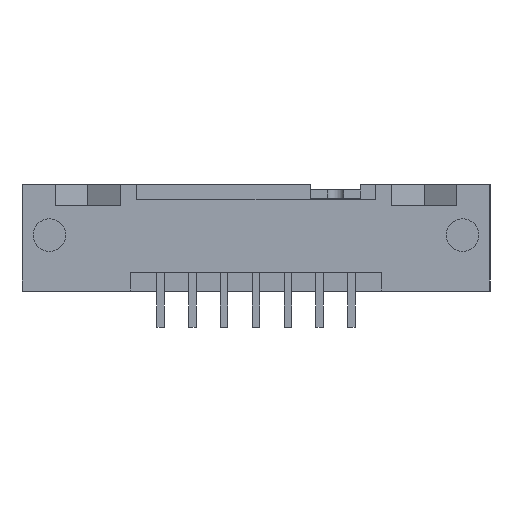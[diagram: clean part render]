
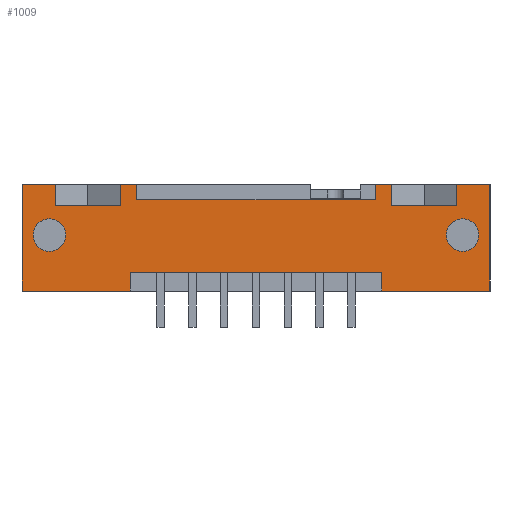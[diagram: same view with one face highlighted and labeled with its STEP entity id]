
A CAD part, front view. The second image highlights one B-rep face of the part: STEP entity #1009.
In plain terms, the highlighted planar face has unit normal (0, -1, 0).
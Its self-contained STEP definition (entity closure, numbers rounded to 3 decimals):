
#760=FACE_BOUND('',#1717,.T.);
#761=FACE_BOUND('',#1718,.T.);
#762=FACE_BOUND('',#1719,.T.);
#803=CIRCLE('',#5394,1.3);
#805=CIRCLE('',#5398,1.3);
#1009=ADVANCED_FACE('',(#760,#761,#762),#1245,.T.);
#1245=PLANE('',#5420);
#1717=EDGE_LOOP('',(#2601));
#1718=EDGE_LOOP('',(#2602));
#1719=EDGE_LOOP('',(#2603,#2604,#2605,#2606,#2607,#2608,#2609,#2610,#2611,
#2612,#2613,#2614,#2615,#2616,#2617,#2618,#2619,#2620,#2621,#2622));
#2601=ORIENTED_EDGE('',*,*,#3851,.T.);
#2602=ORIENTED_EDGE('',*,*,#3853,.T.);
#2603=ORIENTED_EDGE('',*,*,#3901,.T.);
#2604=ORIENTED_EDGE('',*,*,#3902,.T.);
#2605=ORIENTED_EDGE('',*,*,#3900,.T.);
#2606=ORIENTED_EDGE('',*,*,#3903,.T.);
#2607=ORIENTED_EDGE('',*,*,#3893,.T.);
#2608=ORIENTED_EDGE('',*,*,#3880,.T.);
#2609=ORIENTED_EDGE('',*,*,#3886,.T.);
#2610=ORIENTED_EDGE('',*,*,#3904,.T.);
#2611=ORIENTED_EDGE('',*,*,#3905,.T.);
#2612=ORIENTED_EDGE('',*,*,#3906,.T.);
#2613=ORIENTED_EDGE('',*,*,#3907,.T.);
#2614=ORIENTED_EDGE('',*,*,#3908,.T.);
#2615=ORIENTED_EDGE('',*,*,#3876,.T.);
#2616=ORIENTED_EDGE('',*,*,#3868,.T.);
#2617=ORIENTED_EDGE('',*,*,#3869,.T.);
#2618=ORIENTED_EDGE('',*,*,#3909,.T.);
#2619=ORIENTED_EDGE('',*,*,#3859,.F.);
#2620=ORIENTED_EDGE('',*,*,#3910,.T.);
#2621=ORIENTED_EDGE('',*,*,#3855,.T.);
#2622=ORIENTED_EDGE('',*,*,#3911,.T.);
#3303=VERTEX_POINT('',#7476);
#3305=VERTEX_POINT('',#7482);
#3307=VERTEX_POINT('',#7486);
#3308=VERTEX_POINT('',#7488);
#3311=VERTEX_POINT('',#7495);
#3312=VERTEX_POINT('',#7497);
#3316=VERTEX_POINT('',#7508);
#3320=VERTEX_POINT('',#7515);
#3321=VERTEX_POINT('',#7519);
#3325=VERTEX_POINT('',#7533);
#3328=VERTEX_POINT('',#7542);
#3329=VERTEX_POINT('',#7543);
#3333=VERTEX_POINT('',#7553);
#3337=VERTEX_POINT('',#7567);
#3342=VERTEX_POINT('',#7580);
#3343=VERTEX_POINT('',#7582);
#3344=VERTEX_POINT('',#7586);
#3345=VERTEX_POINT('',#7587);
#3346=VERTEX_POINT('',#7591);
#3347=VERTEX_POINT('',#7593);
#3348=VERTEX_POINT('',#7595);
#3349=VERTEX_POINT('',#7597);
#3851=EDGE_CURVE('',#3303,#3303,#803,.T.);
#3853=EDGE_CURVE('',#3305,#3305,#805,.T.);
#3855=EDGE_CURVE('',#3308,#3307,#4458,.T.);
#3859=EDGE_CURVE('',#3311,#3312,#4462,.T.);
#3868=EDGE_CURVE('',#3316,#3320,#4469,.T.);
#3869=EDGE_CURVE('',#3320,#3321,#4470,.T.);
#3876=EDGE_CURVE('',#3325,#3316,#4477,.T.);
#3880=EDGE_CURVE('',#3328,#3329,#4479,.T.);
#3886=EDGE_CURVE('',#3329,#3333,#4485,.T.);
#3893=EDGE_CURVE('',#3337,#3328,#4492,.T.);
#3900=EDGE_CURVE('',#3342,#3343,#4499,.T.);
#3901=EDGE_CURVE('',#3344,#3345,#4500,.T.);
#3902=EDGE_CURVE('',#3345,#3342,#4501,.T.);
#3903=EDGE_CURVE('',#3343,#3337,#4502,.T.);
#3904=EDGE_CURVE('',#3333,#3346,#4503,.T.);
#3905=EDGE_CURVE('',#3346,#3347,#4504,.T.);
#3906=EDGE_CURVE('',#3347,#3348,#4505,.T.);
#3907=EDGE_CURVE('',#3348,#3349,#4506,.T.);
#3908=EDGE_CURVE('',#3349,#3325,#4507,.T.);
#3909=EDGE_CURVE('',#3321,#3312,#4508,.T.);
#3910=EDGE_CURVE('',#3311,#3308,#4509,.T.);
#3911=EDGE_CURVE('',#3307,#3344,#4510,.T.);
#4458=LINE('',#7487,#5055);
#4462=LINE('',#7496,#5059);
#4469=LINE('',#7516,#5066);
#4470=LINE('',#7518,#5067);
#4477=LINE('',#7532,#5074);
#4479=LINE('',#7541,#5076);
#4485=LINE('',#7555,#5082);
#4492=LINE('',#7568,#5089);
#4499=LINE('',#7583,#5096);
#4500=LINE('',#7585,#5097);
#4501=LINE('',#7588,#5098);
#4502=LINE('',#7589,#5099);
#4503=LINE('',#7590,#5100);
#4504=LINE('',#7592,#5101);
#4505=LINE('',#7594,#5102);
#4506=LINE('',#7596,#5103);
#4507=LINE('',#7598,#5104);
#4508=LINE('',#7599,#5105);
#4509=LINE('',#7600,#5106);
#4510=LINE('',#7601,#5107);
#5055=VECTOR('',#6275,1.);
#5059=VECTOR('',#6281,1.);
#5066=VECTOR('',#6296,1.);
#5067=VECTOR('',#6299,1.);
#5074=VECTOR('',#6312,1.);
#5076=VECTOR('',#6322,1.);
#5082=VECTOR('',#6330,1.);
#5089=VECTOR('',#6343,1.);
#5096=VECTOR('',#6354,1.);
#5097=VECTOR('',#6357,1.);
#5098=VECTOR('',#6358,1.);
#5099=VECTOR('',#6359,1.);
#5100=VECTOR('',#6360,1.);
#5101=VECTOR('',#6361,1.);
#5102=VECTOR('',#6362,1.);
#5103=VECTOR('',#6363,1.);
#5104=VECTOR('',#6364,1.);
#5105=VECTOR('',#6365,1.);
#5106=VECTOR('',#6366,1.);
#5107=VECTOR('',#6367,1.);
#5394=AXIS2_PLACEMENT_3D('',#7475,#6262,#6263);
#5398=AXIS2_PLACEMENT_3D('',#7481,#6270,#6271);
#5420=AXIS2_PLACEMENT_3D('',#7602,#6368,#6369);
#6262=DIRECTION('',(0.,1.,0.));
#6263=DIRECTION('',(1.,0.,0.));
#6270=DIRECTION('',(0.,1.,0.));
#6271=DIRECTION('',(1.,0.,0.));
#6275=DIRECTION('',(0.,0.,1.));
#6281=DIRECTION('',(0.,0.,1.));
#6296=DIRECTION('',(-1.,0.,0.));
#6299=DIRECTION('',(0.,0.,1.));
#6312=DIRECTION('',(0.,0.,-1.));
#6322=DIRECTION('',(-1.,0.,0.));
#6330=DIRECTION('',(0.,0.,1.));
#6343=DIRECTION('',(0.,0.,-1.));
#6354=DIRECTION('',(0.,0.,1.));
#6357=DIRECTION('',(0.,0.,-1.));
#6358=DIRECTION('',(1.,0.,0.));
#6359=DIRECTION('',(-1.,0.,0.));
#6360=DIRECTION('',(-1.,0.,0.));
#6361=DIRECTION('',(0.,0.,-1.));
#6362=DIRECTION('',(-1.,0.,0.));
#6363=DIRECTION('',(0.,0.,1.));
#6364=DIRECTION('',(-1.,0.,0.));
#6365=DIRECTION('',(-1.,0.,0.));
#6366=DIRECTION('',(1.,0.,0.));
#6367=DIRECTION('',(1.,0.,0.));
#6368=DIRECTION('',(0.,-1.,0.));
#6369=DIRECTION('',(1.,0.,0.));
#7475=CARTESIAN_POINT('',(3.637,2.59,4.47));
#7476=CARTESIAN_POINT('',(4.937,2.59,4.47));
#7481=CARTESIAN_POINT('',(-29.383,2.59,4.47));
#7482=CARTESIAN_POINT('',(-28.083,2.59,4.47));
#7486=CARTESIAN_POINT('',(-22.913,2.59,1.48));
#7487=CARTESIAN_POINT('',(-22.913,2.59,0.));
#7488=CARTESIAN_POINT('',(-22.913,2.59,0.));
#7495=CARTESIAN_POINT('',(-31.573,2.59,0.));
#7496=CARTESIAN_POINT('',(-31.573,2.59,0.));
#7497=CARTESIAN_POINT('',(-31.573,2.59,8.5));
#7508=CARTESIAN_POINT('',(-23.733,2.59,6.8));
#7515=CARTESIAN_POINT('',(-28.933,2.59,6.8));
#7516=CARTESIAN_POINT('',(-23.733,2.59,6.8));
#7518=CARTESIAN_POINT('',(-28.933,2.59,6.8));
#7519=CARTESIAN_POINT('',(-28.933,2.59,8.5));
#7532=CARTESIAN_POINT('',(-23.733,2.59,8.5));
#7533=CARTESIAN_POINT('',(-23.733,2.59,8.5));
#7541=CARTESIAN_POINT('',(3.187,2.59,6.8));
#7542=CARTESIAN_POINT('',(3.187,2.59,6.8));
#7543=CARTESIAN_POINT('',(-2.013,2.59,6.8));
#7553=CARTESIAN_POINT('',(-2.013,2.59,8.5));
#7555=CARTESIAN_POINT('',(-2.013,2.59,6.8));
#7567=CARTESIAN_POINT('',(3.187,2.59,8.5));
#7568=CARTESIAN_POINT('',(3.187,2.59,8.5));
#7580=CARTESIAN_POINT('',(5.827,2.59,0.));
#7582=CARTESIAN_POINT('',(5.827,2.59,8.5));
#7583=CARTESIAN_POINT('',(5.827,2.59,0.));
#7585=CARTESIAN_POINT('',(-2.833,2.59,1.48));
#7586=CARTESIAN_POINT('',(-2.833,2.59,1.48));
#7587=CARTESIAN_POINT('',(-2.833,2.59,0.));
#7588=CARTESIAN_POINT('',(-2.833,2.59,0.));
#7589=CARTESIAN_POINT('',(5.827,2.59,8.5));
#7590=CARTESIAN_POINT('',(-2.013,2.59,8.5));
#7591=CARTESIAN_POINT('',(-3.333,2.59,8.5));
#7592=CARTESIAN_POINT('',(-3.333,2.59,8.5));
#7593=CARTESIAN_POINT('',(-3.333,2.59,7.3));
#7594=CARTESIAN_POINT('',(-3.333,2.59,7.3));
#7595=CARTESIAN_POINT('',(-22.413,2.59,7.3));
#7596=CARTESIAN_POINT('',(-22.413,2.59,7.3));
#7597=CARTESIAN_POINT('',(-22.413,2.59,8.5));
#7598=CARTESIAN_POINT('',(-22.413,2.59,8.5));
#7599=CARTESIAN_POINT('',(-28.933,2.59,8.5));
#7600=CARTESIAN_POINT('',(-31.573,2.59,0.));
#7601=CARTESIAN_POINT('',(-22.913,2.59,1.48));
#7602=CARTESIAN_POINT('',(-31.573,2.59,0.));
